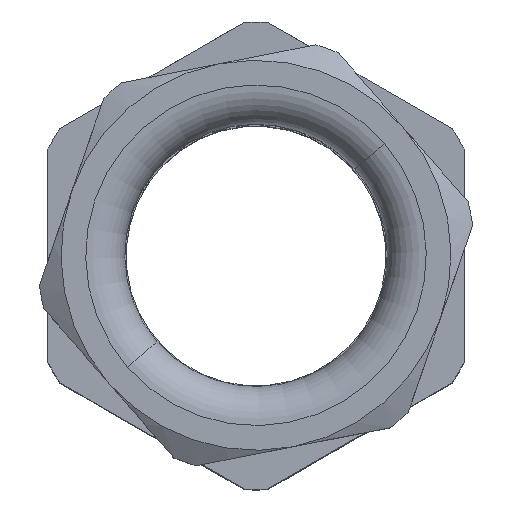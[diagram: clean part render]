
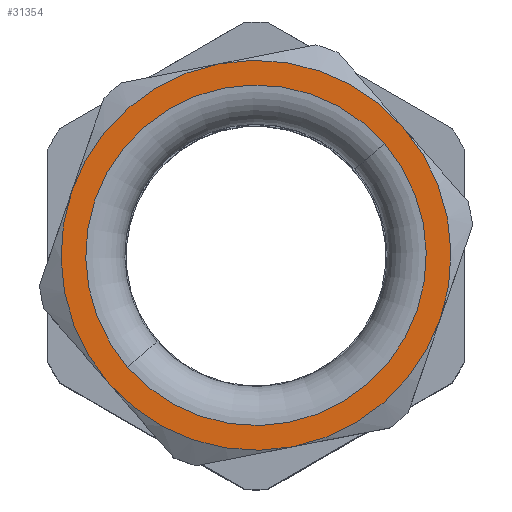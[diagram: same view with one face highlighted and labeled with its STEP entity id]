
A CAD part, top view. The second image highlights one B-rep face of the part: STEP entity #31354.
In plain terms, the highlighted face is planar.
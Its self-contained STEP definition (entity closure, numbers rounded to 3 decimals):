
#487 = EDGE_CURVE ( 'NONE', #1491, #32582, #38739, .T. ) ;
#907 = DIRECTION ( 'NONE',  ( 0., -1., 0. ) ) ;
#1449 = PLANE ( 'NONE',  #2989 ) ;
#1491 = VERTEX_POINT ( 'NONE', #52744 ) ;
#2234 = DIRECTION ( 'NONE',  ( 0., 0., -1. ) ) ;
#2834 = CARTESIAN_POINT ( 'NONE',  ( 0., 5., 0. ) ) ;
#2989 = AXIS2_PLACEMENT_3D ( 'NONE', #51751, #9765, #43472 ) ;
#3879 = AXIS2_PLACEMENT_3D ( 'NONE', #31714, #26815, #45821 ) ;
#4476 = ORIENTED_EDGE ( 'NONE', *, *, #22763, .F. ) ;
#4691 = ORIENTED_EDGE ( 'NONE', *, *, #12659, .F. ) ;
#4985 = CARTESIAN_POINT ( 'NONE',  ( -12.99, 5., 7.5 ) ) ;
#5467 = CARTESIAN_POINT ( 'NONE',  ( 12.99, 5., -7.5 ) ) ;
#5582 = EDGE_LOOP ( 'NONE', ( #30594, #20015 ) ) ;
#5711 = ORIENTED_EDGE ( 'NONE', *, *, #12164, .F. ) ;
#7819 = AXIS2_PLACEMENT_3D ( 'NONE', #53733, #53426, #2234 ) ;
#9129 = AXIS2_PLACEMENT_3D ( 'NONE', #46383, #41778, #55252 ) ;
#9720 = DIRECTION ( 'NONE',  ( 0., 0., -1. ) ) ;
#9765 = DIRECTION ( 'NONE',  ( 0., 1., 0. ) ) ;
#11324 = EDGE_LOOP ( 'NONE', ( #23512, #5711, #4691, #31348, #4476, #16958 ) ) ;
#12164 = EDGE_CURVE ( 'NONE', #51497, #13505, #27598, .T. ) ;
#12591 = EDGE_CURVE ( 'NONE', #47907, #18255, #31309, .T. ) ;
#12659 = EDGE_CURVE ( 'NONE', #32582, #51497, #21518, .T. ) ;
#13505 = VERTEX_POINT ( 'NONE', #19709 ) ;
#14619 = CARTESIAN_POINT ( 'NONE',  ( 0., 5., 0. ) ) ;
#14725 = CARTESIAN_POINT ( 'NONE',  ( 0., 5., 0. ) ) ;
#15360 = EDGE_CURVE ( 'NONE', #18255, #47907, #40888, .T. ) ;
#16958 = ORIENTED_EDGE ( 'NONE', *, *, #20549, .F. ) ;
#17134 = CARTESIAN_POINT ( 'NONE',  ( 12.99, 5., 7.5 ) ) ;
#18255 = VERTEX_POINT ( 'NONE', #40024 ) ;
#19709 = CARTESIAN_POINT ( 'NONE',  ( 0., 5., 15. ) ) ;
#19860 = FACE_BOUND ( 'NONE', #5582, .T. ) ;
#20015 = ORIENTED_EDGE ( 'NONE', *, *, #15360, .T. ) ;
#20549 = EDGE_CURVE ( 'NONE', #46833, #20679, #39445, .T. ) ;
#20679 = VERTEX_POINT ( 'NONE', #30977 ) ;
#21518 = CIRCLE ( 'NONE', #7819, 15. ) ;
#22763 = EDGE_CURVE ( 'NONE', #20679, #1491, #48540, .T. ) ;
#23512 = ORIENTED_EDGE ( 'NONE', *, *, #34867, .F. ) ;
#23818 = DIRECTION ( 'NONE',  ( 0., -1., 0. ) ) ;
#24455 = FACE_OUTER_BOUND ( 'NONE', #11324, .T. ) ;
#26004 = AXIS2_PLACEMENT_3D ( 'NONE', #2834, #54928, #40238 ) ;
#26724 = CARTESIAN_POINT ( 'NONE',  ( 0., 5., 13.1 ) ) ;
#26815 = DIRECTION ( 'NONE',  ( 0., -1., 0. ) ) ;
#27202 = AXIS2_PLACEMENT_3D ( 'NONE', #46815, #23818, #56000 ) ;
#27598 = CIRCLE ( 'NONE', #59871, 15. ) ;
#27810 = CARTESIAN_POINT ( 'NONE',  ( 0., 5., 0. ) ) ;
#30594 = ORIENTED_EDGE ( 'NONE', *, *, #12591, .T. ) ;
#30977 = CARTESIAN_POINT ( 'NONE',  ( -12.99, 5., -7.5 ) ) ;
#31309 = CIRCLE ( 'NONE', #3879, 13.1 ) ;
#31348 = ORIENTED_EDGE ( 'NONE', *, *, #487, .F. ) ;
#31354 = ADVANCED_FACE ( 'NONE', ( #19860, #24455 ), #1449, .T. ) ;
#31714 = CARTESIAN_POINT ( 'NONE',  ( 0., 5., 0. ) ) ;
#32582 = VERTEX_POINT ( 'NONE', #5467 ) ;
#34867 = EDGE_CURVE ( 'NONE', #13505, #46833, #53955, .T. ) ;
#35807 = AXIS2_PLACEMENT_3D ( 'NONE', #14725, #907, #53316 ) ;
#38739 = CIRCLE ( 'NONE', #26004, 15. ) ;
#39445 = CIRCLE ( 'NONE', #9129, 15. ) ;
#40024 = CARTESIAN_POINT ( 'NONE',  ( 0., 5., -13.1 ) ) ;
#40238 = DIRECTION ( 'NONE',  ( 0., 0., -1. ) ) ;
#40888 = CIRCLE ( 'NONE', #27202, 13.1 ) ;
#41610 = DIRECTION ( 'NONE',  ( 0., 0., -1. ) ) ;
#41778 = DIRECTION ( 'NONE',  ( 0., -1., 0. ) ) ;
#43472 = DIRECTION ( 'NONE',  ( 0., 0., 1. ) ) ;
#45821 = DIRECTION ( 'NONE',  ( 0., 0., 1. ) ) ;
#46210 = DIRECTION ( 'NONE',  ( 0., -1., 0. ) ) ;
#46383 = CARTESIAN_POINT ( 'NONE',  ( 0., 5., 0. ) ) ;
#46815 = CARTESIAN_POINT ( 'NONE',  ( 0., 5., 0. ) ) ;
#46833 = VERTEX_POINT ( 'NONE', #4985 ) ;
#47907 = VERTEX_POINT ( 'NONE', #26724 ) ;
#48540 = CIRCLE ( 'NONE', #35807, 15. ) ;
#51497 = VERTEX_POINT ( 'NONE', #17134 ) ;
#51751 = CARTESIAN_POINT ( 'NONE',  ( 0., 5., 0. ) ) ;
#52744 = CARTESIAN_POINT ( 'NONE',  ( 0., 5., -15. ) ) ;
#53316 = DIRECTION ( 'NONE',  ( 0., 0., -1. ) ) ;
#53426 = DIRECTION ( 'NONE',  ( 0., -1., 0. ) ) ;
#53733 = CARTESIAN_POINT ( 'NONE',  ( 0., 5., 0. ) ) ;
#53955 = CIRCLE ( 'NONE', #54910, 15. ) ;
#54910 = AXIS2_PLACEMENT_3D ( 'NONE', #14619, #56008, #9720 ) ;
#54928 = DIRECTION ( 'NONE',  ( 0., -1., 0. ) ) ;
#55252 = DIRECTION ( 'NONE',  ( 0., 0., -1. ) ) ;
#56000 = DIRECTION ( 'NONE',  ( 0., 0., 1. ) ) ;
#56008 = DIRECTION ( 'NONE',  ( 0., -1., 0. ) ) ;
#59871 = AXIS2_PLACEMENT_3D ( 'NONE', #27810, #46210, #41610 ) ;
